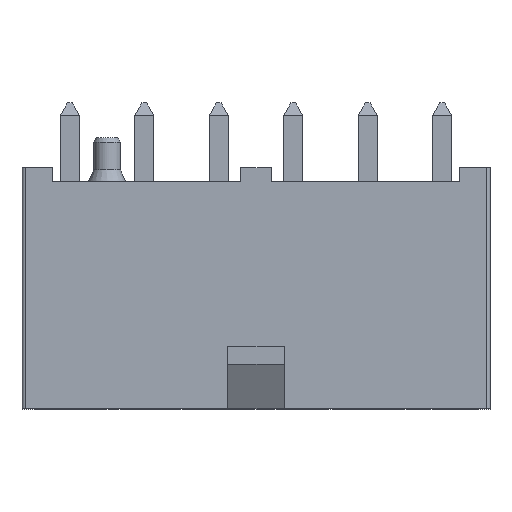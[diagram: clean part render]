
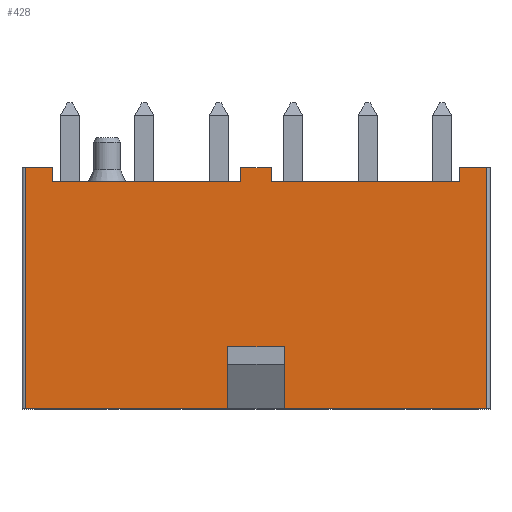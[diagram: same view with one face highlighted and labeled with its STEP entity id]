
A CAD part, top view. The second image highlights one B-rep face of the part: STEP entity #428.
In plain terms, the highlighted planar face has unit normal (0, 0, 1).
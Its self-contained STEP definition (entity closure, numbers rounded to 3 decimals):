
#39=FACE_OUTER_BOUND('',#1299,.T.);
#428=ADVANCED_FACE('',(#39),#820,.T.);
#820=PLANE('',#6775);
#1299=EDGE_LOOP('',(#1933,#1934,#1935,#1936,#1937,#1938,#1939,#1940,#1941,
#1942,#1943,#1944,#1945,#1946,#1947,#1948));
#1933=ORIENTED_EDGE('',*,*,#4300,.F.);
#1934=ORIENTED_EDGE('',*,*,#4301,.F.);
#1935=ORIENTED_EDGE('',*,*,#4057,.F.);
#1936=ORIENTED_EDGE('',*,*,#4302,.T.);
#1937=ORIENTED_EDGE('',*,*,#4303,.F.);
#1938=ORIENTED_EDGE('',*,*,#4304,.T.);
#1939=ORIENTED_EDGE('',*,*,#4134,.T.);
#1940=ORIENTED_EDGE('',*,*,#4305,.F.);
#1941=ORIENTED_EDGE('',*,*,#4306,.F.);
#1942=ORIENTED_EDGE('',*,*,#4307,.T.);
#1943=ORIENTED_EDGE('',*,*,#4130,.T.);
#1944=ORIENTED_EDGE('',*,*,#4308,.F.);
#1945=ORIENTED_EDGE('',*,*,#4309,.F.);
#1946=ORIENTED_EDGE('',*,*,#4310,.F.);
#1947=ORIENTED_EDGE('',*,*,#4059,.F.);
#1948=ORIENTED_EDGE('',*,*,#4311,.T.);
#3502=VERTEX_POINT('',#8863);
#3503=VERTEX_POINT('',#8865);
#3504=VERTEX_POINT('',#8867);
#3505=VERTEX_POINT('',#8869);
#3575=VERTEX_POINT('',#9010);
#3576=VERTEX_POINT('',#9012);
#3579=VERTEX_POINT('',#9018);
#3580=VERTEX_POINT('',#9020);
#3745=VERTEX_POINT('',#9364);
#3746=VERTEX_POINT('',#9365);
#3747=VERTEX_POINT('',#9368);
#3748=VERTEX_POINT('',#9370);
#3749=VERTEX_POINT('',#9373);
#3750=VERTEX_POINT('',#9375);
#3751=VERTEX_POINT('',#9378);
#3752=VERTEX_POINT('',#9380);
#4057=EDGE_CURVE('',#3502,#3503,#4962,.T.);
#4059=EDGE_CURVE('',#3504,#3505,#4964,.T.);
#4130=EDGE_CURVE('',#3576,#3575,#5033,.T.);
#4134=EDGE_CURVE('',#3580,#3579,#5037,.T.);
#4300=EDGE_CURVE('',#3745,#3746,#5203,.T.);
#4301=EDGE_CURVE('',#3503,#3745,#5204,.T.);
#4302=EDGE_CURVE('',#3502,#3747,#5205,.T.);
#4303=EDGE_CURVE('',#3748,#3747,#5206,.T.);
#4304=EDGE_CURVE('',#3748,#3580,#5207,.T.);
#4305=EDGE_CURVE('',#3749,#3579,#5208,.T.);
#4306=EDGE_CURVE('',#3750,#3749,#5209,.T.);
#4307=EDGE_CURVE('',#3750,#3576,#5210,.T.);
#4308=EDGE_CURVE('',#3751,#3575,#5211,.T.);
#4309=EDGE_CURVE('',#3752,#3751,#5212,.T.);
#4310=EDGE_CURVE('',#3505,#3752,#5213,.T.);
#4311=EDGE_CURVE('',#3504,#3746,#5214,.T.);
#4962=LINE('',#8864,#5860);
#4964=LINE('',#8868,#5862);
#5033=LINE('',#9011,#5931);
#5037=LINE('',#9019,#5935);
#5203=LINE('',#9363,#6101);
#5204=LINE('',#9366,#6102);
#5205=LINE('',#9367,#6103);
#5206=LINE('',#9369,#6104);
#5207=LINE('',#9371,#6105);
#5208=LINE('',#9372,#6106);
#5209=LINE('',#9374,#6107);
#5210=LINE('',#9376,#6108);
#5211=LINE('',#9377,#6109);
#5212=LINE('',#9379,#6110);
#5213=LINE('',#9381,#6111);
#5214=LINE('',#9382,#6112);
#5860=VECTOR('',#7163,1.);
#5862=VECTOR('',#7165,1.);
#5931=VECTOR('',#7240,1.);
#5935=VECTOR('',#7244,1.);
#6101=VECTOR('',#7436,1.);
#6102=VECTOR('',#7437,1.);
#6103=VECTOR('',#7438,1.);
#6104=VECTOR('',#7439,1.);
#6105=VECTOR('',#7440,1.);
#6106=VECTOR('',#7441,1.);
#6107=VECTOR('',#7442,1.);
#6108=VECTOR('',#7443,1.);
#6109=VECTOR('',#7444,1.);
#6110=VECTOR('',#7445,1.);
#6111=VECTOR('',#7446,1.);
#6112=VECTOR('',#7447,1.);
#6775=AXIS2_PLACEMENT_3D('',#9383,#7448,#7449);
#7163=DIRECTION('',(-1.,0.,0.));
#7165=DIRECTION('',(-1.,0.,0.));
#7240=DIRECTION('',(-1.,0.,0.));
#7244=DIRECTION('',(-1.,0.,0.));
#7436=DIRECTION('',(-1.,0.,0.));
#7437=DIRECTION('',(0.,1.,0.));
#7438=DIRECTION('',(0.,1.,0.));
#7439=DIRECTION('',(1.,0.,0.));
#7440=DIRECTION('',(0.,-1.,0.));
#7441=DIRECTION('',(0.,-1.,0.));
#7442=DIRECTION('',(1.,0.,0.));
#7443=DIRECTION('',(0.,-1.,0.));
#7444=DIRECTION('',(0.,-1.,0.));
#7445=DIRECTION('',(1.,0.,0.));
#7446=DIRECTION('',(0.,1.,0.));
#7447=DIRECTION('',(0.,1.,0.));
#7448=DIRECTION('',(0.,0.,1.));
#7449=DIRECTION('',(1.,0.,0.));
#8863=CARTESIAN_POINT('',(-3.9,-4.1,9.3));
#8864=CARTESIAN_POINT('',(-29.9,-4.1,9.3));
#8865=CARTESIAN_POINT('',(-15.3,-4.1,9.3));
#8867=CARTESIAN_POINT('',(-18.5,-4.1,9.3));
#8868=CARTESIAN_POINT('',(-29.9,-4.1,9.3));
#8869=CARTESIAN_POINT('',(-29.9,-4.1,9.3));
#9010=CARTESIAN_POINT('',(-28.4,8.7,9.3));
#9011=CARTESIAN_POINT('',(-29.9,8.7,9.3));
#9012=CARTESIAN_POINT('',(-17.75,8.7,9.3));
#9018=CARTESIAN_POINT('',(-16.05,8.7,9.3));
#9019=CARTESIAN_POINT('',(-29.9,8.7,9.3));
#9020=CARTESIAN_POINT('',(-5.4,8.7,9.3));
#9363=CARTESIAN_POINT('',(-15.3,-0.59,9.3));
#9364=CARTESIAN_POINT('',(-15.3,-0.59,9.3));
#9365=CARTESIAN_POINT('',(-18.5,-0.59,9.3));
#9366=CARTESIAN_POINT('',(-15.3,-4.101,9.3));
#9367=CARTESIAN_POINT('',(-3.9,-4.1,9.3));
#9368=CARTESIAN_POINT('',(-3.9,9.5,9.3));
#9369=CARTESIAN_POINT('',(-5.4,9.5,9.3));
#9370=CARTESIAN_POINT('',(-5.4,9.5,9.3));
#9371=CARTESIAN_POINT('',(-5.4,9.5,9.3));
#9372=CARTESIAN_POINT('',(-16.05,9.5,9.3));
#9373=CARTESIAN_POINT('',(-16.05,9.5,9.3));
#9374=CARTESIAN_POINT('',(-17.75,9.5,9.3));
#9375=CARTESIAN_POINT('',(-17.75,9.5,9.3));
#9376=CARTESIAN_POINT('',(-17.75,9.5,9.3));
#9377=CARTESIAN_POINT('',(-28.4,9.5,9.3));
#9378=CARTESIAN_POINT('',(-28.4,9.5,9.3));
#9379=CARTESIAN_POINT('',(-29.9,9.5,9.3));
#9380=CARTESIAN_POINT('',(-29.9,9.5,9.3));
#9381=CARTESIAN_POINT('',(-29.9,-4.1,9.3));
#9382=CARTESIAN_POINT('',(-18.5,-4.101,9.3));
#9383=CARTESIAN_POINT('',(-29.9,-4.1,9.3));
